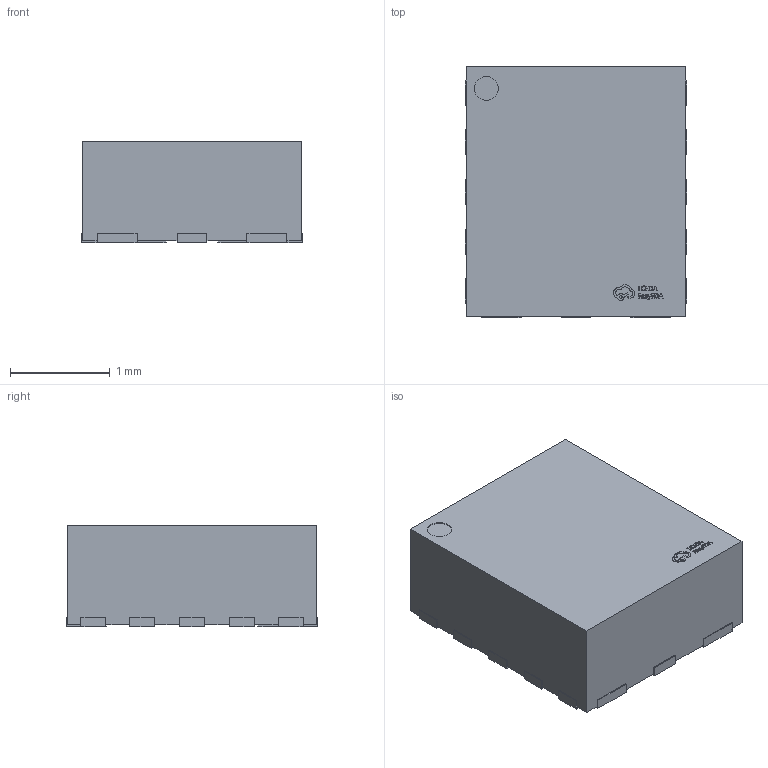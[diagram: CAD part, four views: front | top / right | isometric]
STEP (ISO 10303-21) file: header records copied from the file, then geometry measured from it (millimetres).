
FILE_DESCRIPTION (( 'STEP AP214' ), '1' );
FILE_NAME ('VQFN-12_L2.5-W2.2-P0.50-TL.step', '2022-07-15T04:06:16', ( '' ), ( '' ), 'SwSTEP 2.0', 'SolidWorks 2020', '' );
FILE_SCHEMA (( 'AUTOMOTIVE_DESIGN' ));
Length unit declared in the file: millimetre
Products named in the file (1): VQFN-12_L2.5-W2.2-P0.50-TL
Bounding box: 2.22 x 2.52 x 1.02 mm (x, y, z)
Volume: 5.5 mm3; surface area: 21 mm2
Topology: 14 solids, 14 shells, 398 faces, 1086 edges, 724 vertices
Faces by surface type: plane 274, bspline 112, cylinder 12
Entity records: 18188 total; most frequent: CARTESIAN_POINT 4313, ORIENTED_EDGE 2172, DIRECTION 1456, EDGE_CURVE 1086, LINE 834, VECTOR 834, VERTEX_POINT 724, EDGE_LOOP 418
